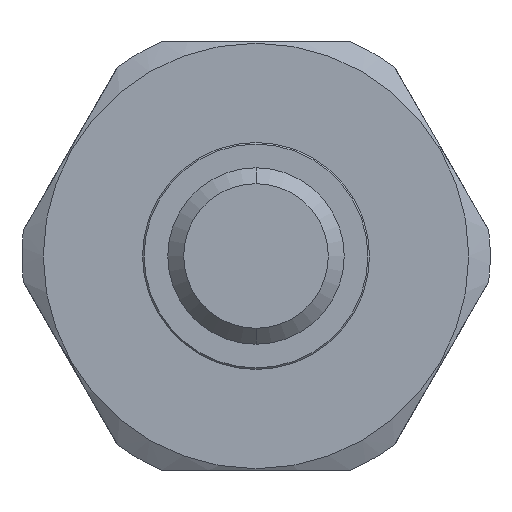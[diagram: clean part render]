
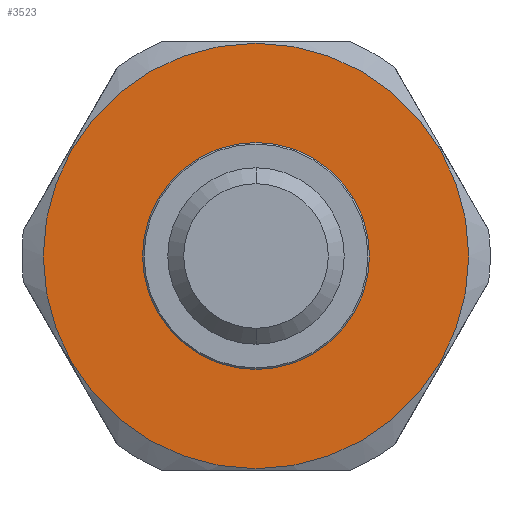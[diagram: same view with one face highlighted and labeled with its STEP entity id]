
A CAD part, front view. The second image highlights one B-rep face of the part: STEP entity #3523.
In plain terms, the highlighted planar face has unit normal (0, -1, 0).
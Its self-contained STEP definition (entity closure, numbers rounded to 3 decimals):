
#129 = CIRCLE ( 'NONE', #1038, 13.4 ) ;
#418 = CARTESIAN_POINT ( 'NONE',  ( 0., 2.3, -13.4 ) ) ;
#422 = CIRCLE ( 'NONE', #3300, 7.15 ) ;
#547 = DIRECTION ( 'NONE',  ( 0., 0., -1. ) ) ;
#549 = DIRECTION ( 'NONE',  ( 0., -1., 0. ) ) ;
#556 = PLANE ( 'NONE',  #2194 ) ;
#574 = CARTESIAN_POINT ( 'NONE',  ( 13.4, 2.3, 0. ) ) ;
#904 = EDGE_LOOP ( 'NONE', ( #3788, #3783 ) ) ;
#1038 = AXIS2_PLACEMENT_3D ( 'NONE', #1958, #1952, #1996 ) ;
#1114 = DIRECTION ( 'NONE',  ( 0., 0., -1. ) ) ;
#1115 = DIRECTION ( 'NONE',  ( 0., -1., 0. ) ) ;
#1122 = CARTESIAN_POINT ( 'NONE',  ( 0., 2.3, 0. ) ) ;
#1160 = CARTESIAN_POINT ( 'NONE',  ( 0., 2.3, 13.4 ) ) ;
#1895 = EDGE_CURVE ( 'NONE', #2214, #2135, #2990, .T. ) ;
#1952 = DIRECTION ( 'NONE',  ( 0., -1., 0. ) ) ;
#1958 = CARTESIAN_POINT ( 'NONE',  ( 0., 2.3, 0. ) ) ;
#1996 = DIRECTION ( 'NONE',  ( 0., 0., -1. ) ) ;
#2041 = EDGE_CURVE ( 'NONE', #2135, #2214, #422, .T. ) ;
#2135 = VERTEX_POINT ( 'NONE', #4648 ) ;
#2194 = AXIS2_PLACEMENT_3D ( 'NONE', #574, #549, #547 ) ;
#2214 = VERTEX_POINT ( 'NONE', #4710 ) ;
#2237 = FACE_BOUND ( 'NONE', #904, .T. ) ;
#2314 = AXIS2_PLACEMENT_3D ( 'NONE', #1122, #1115, #1114 ) ;
#2343 = VERTEX_POINT ( 'NONE', #418 ) ;
#2870 = VERTEX_POINT ( 'NONE', #1160 ) ;
#2990 = CIRCLE ( 'NONE', #3341, 7.15 ) ;
#3300 = AXIS2_PLACEMENT_3D ( 'NONE', #4563, #4569, #4571 ) ;
#3341 = AXIS2_PLACEMENT_3D ( 'NONE', #4420, #4421, #4428 ) ;
#3419 = EDGE_CURVE ( 'NONE', #2870, #2343, #4758, .T. ) ;
#3523 = ADVANCED_FACE ( 'NONE', ( #4500, #2237 ), #556, .T. ) ;
#3783 = ORIENTED_EDGE ( 'NONE', *, *, #2041, .F. ) ;
#3788 = ORIENTED_EDGE ( 'NONE', *, *, #1895, .F. ) ;
#4066 = ORIENTED_EDGE ( 'NONE', *, *, #4661, .T. ) ;
#4304 = EDGE_LOOP ( 'NONE', ( #4459, #4066 ) ) ;
#4420 = CARTESIAN_POINT ( 'NONE',  ( 0., 2.3, 0. ) ) ;
#4421 = DIRECTION ( 'NONE',  ( 0., -1., 0. ) ) ;
#4428 = DIRECTION ( 'NONE',  ( 0., 0., -1. ) ) ;
#4459 = ORIENTED_EDGE ( 'NONE', *, *, #3419, .T. ) ;
#4500 = FACE_OUTER_BOUND ( 'NONE', #4304, .T. ) ;
#4563 = CARTESIAN_POINT ( 'NONE',  ( 0., 2.3, 0. ) ) ;
#4569 = DIRECTION ( 'NONE',  ( 0., -1., 0. ) ) ;
#4571 = DIRECTION ( 'NONE',  ( 0., 0., -1. ) ) ;
#4648 = CARTESIAN_POINT ( 'NONE',  ( 0., 2.3, 7.15 ) ) ;
#4661 = EDGE_CURVE ( 'NONE', #2343, #2870, #129, .T. ) ;
#4710 = CARTESIAN_POINT ( 'NONE',  ( 0., 2.3, -7.15 ) ) ;
#4758 = CIRCLE ( 'NONE', #2314, 13.4 ) ;
